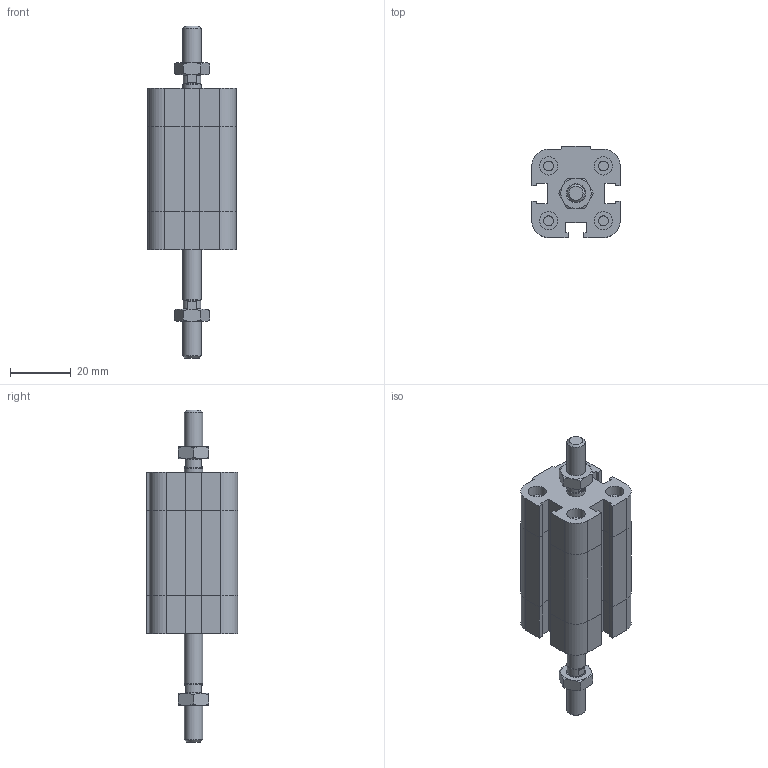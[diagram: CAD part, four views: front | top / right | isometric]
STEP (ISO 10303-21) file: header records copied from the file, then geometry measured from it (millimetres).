
FILE_DESCRIPTION((''),'2;1');
FILE_NAME('1581_12_0015_04_1.iam.stp','2009-04-20T14:49:10',(''),(''),'Autodesk Inventor 2009','Autodesk Inventor 2009','');
FILE_SCHEMA(('AUTOMOTIVE_DESIGN { 1 0 10303 214 1 1 1 1 }'));
Length unit declared in the file: millimetre
Products named in the file (4): 1581_12_0015_04_1; 1581_12_0015_03_1_C; 1561_12_0015_04_1_S; DBM6
Assembly tree (4 placements, depth 2):
  1581_12_0015_04_1
    1581_12_0015_03_1_C
    1561_12_0015_04_1_S
    DBM6  x2
Bounding box: 29 x 30 x 109 mm (x, y, z)
Volume: 38800.8 mm3; surface area: 14897.8 mm2
Topology: 4 solids, 4 shells, 224 faces, 491 edges, 293 vertices
Faces by surface type: plane 131, cone 35, bspline 33, cylinder 25
Full cylindrical faces by diameter (mm): 3.242 x4, 5 x1, 5.8 x2, 6 x6
Entity records: 5503 total; most frequent: CARTESIAN_POINT 1232, DIRECTION 814, ORIENTED_EDGE 784, EDGE_CURVE 392, AXIS2_PLACEMENT_3D 276, VECTOR 262, LINE 262, EDGE_LOOP 258
